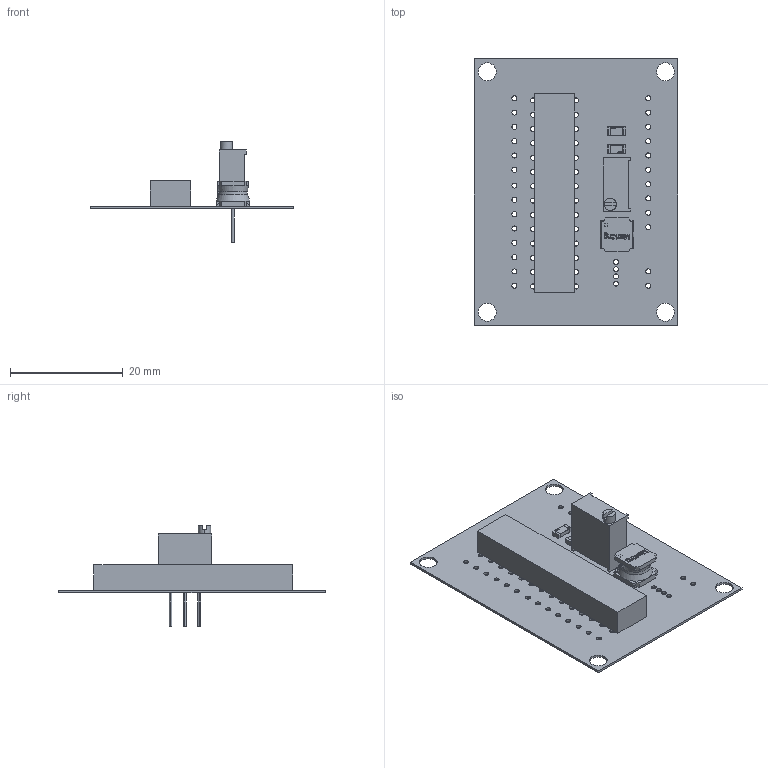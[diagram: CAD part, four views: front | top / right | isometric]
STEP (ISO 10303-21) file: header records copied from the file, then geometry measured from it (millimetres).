
FILE_DESCRIPTION(('Open CASCADE Model'),'2;1');
FILE_NAME('Open CASCADE Shape Model','2021-06-12T11:22:37',('Author'),( 'Open CASCADE'),'Open CASCADE STEP processor 6.8','Open CASCADE 6.8' ,'Unknown');
FILE_SCHEMA(('AUTOMOTIVE_DESIGN { 1 0 10303 214 1 1 1 1 }'));
Length unit declared in the file: millimetre
Products named in the file (19): PCB; Boardcontroler_pcb; Open CASCADE STEP translator 6.8 2.1.1; U1controler_pcb; 6598633136; Extruded; RV1controler_pcb; 3296W; L1controler_pcb; LQS_6045; housing; contact; spule; Glue; C2controler_pcb; Cap_KEMET_C1206C472K4RACTU_eec; C1controler_pcb
Assembly tree (22 placements, depth 4):
  PCB
    Boardcontroler_pcb
      Open CASCADE STEP translator 6.8 2.1.1
    U1controler_pcb
      6598633136
        Extruded
    RV1controler_pcb
      3296W
    L1controler_pcb
      LQS_6045
        housing
        contact  x2
        spule
        Glue
    C2controler_pcb
      Cap_KEMET_C1206C472K4RACTU_eec
      Cap_KEMET_C1206C472K4RACTU_eec
      Cap_KEMET_C1206C472K4RACTU_eec
    C1controler_pcb
      Cap_KEMET_C1206C472K4RACTU_eec
      Cap_KEMET_C1206C472K4RACTU_eec
      Cap_KEMET_C1206C472K4RACTU_eec
Bounding box: 36.07 x 47.24 x 17.96 mm (x, y, z)
Volume: 2421.1 mm3; surface area: 5191.7 mm2
Topology: 20 solids, 20 shells, 627 faces, 3009 edges, 3787 vertices
Faces by surface type: bspline 258, plane 181, cylinder 138, sphere 32, extrusion 16, torus 2
Full cylindrical faces by diameter (mm): 0.8 x3, 0.889 x4, 0.9 x54, 3.175 x4, 4 x1
Entity records: 23688 total; most frequent: CARTESIAN_POINT 10212, ORIENTED_EDGE 2240, DIRECTION 1470, B_SPLINE_CURVE_WITH_KNOTS 1214, EDGE_CURVE 1120, VERTEX_POINT 725, GEOMETRIC_CURVE_SET 690, TRIMMED_CURVE 690
